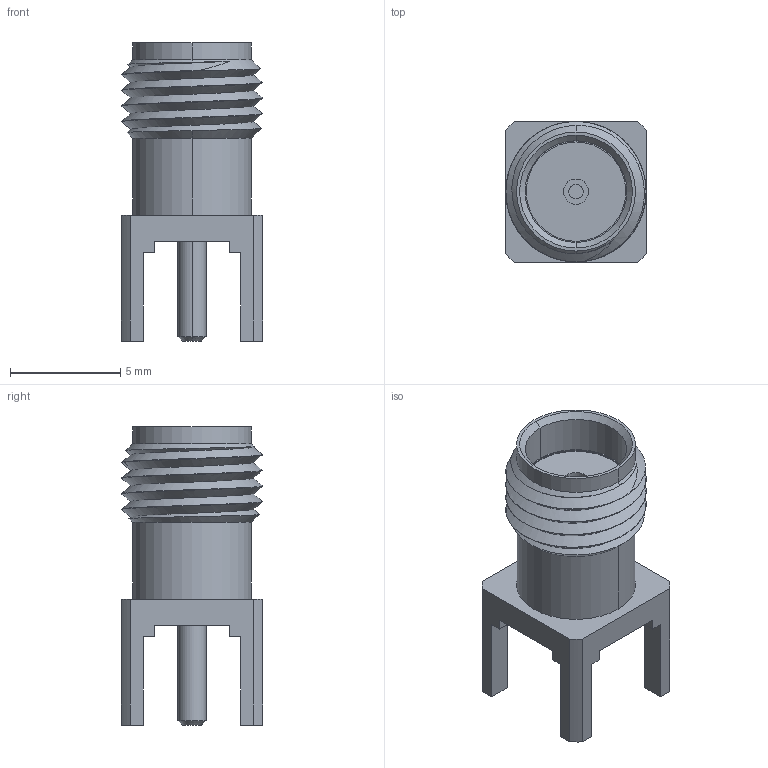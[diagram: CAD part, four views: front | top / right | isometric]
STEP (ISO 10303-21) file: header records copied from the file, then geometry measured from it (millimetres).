
FILE_DESCRIPTION(('STEP AP242'),'1');
FILE_NAME('78m7270_5-1814832-1.stp','2018-10-22T12:04:45',('TraceParts'),('TraceParts S.A.'),'Spatial InterOp 3D',' ',' ');
FILE_SCHEMA(('AP242_MANAGED_MODEL_BASED_3D_ENGINEERING_MIM_LF {1 0 10303 442 1 1 4}'));
Length unit declared in the file: millimetre
Products named in the file (1): 78m7270_5-1814832-1
Bounding box: 6.4 x 6.4 x 13.5 mm (x, y, z)
Volume: 233.9 mm3; surface area: 400.2 mm2
Topology: 1 solids, 1 shells, 75 faces, 192 edges, 125 vertices
Faces by surface type: plane 36, cylinder 27, cone 8, bspline 4
Entity records: 3667 total; most frequent: CARTESIAN_POINT 1861, ORIENTED_EDGE 384, DIRECTION 348, EDGE_CURVE 192, VERTEX_POINT 125, LINE 120, VECTOR 120, AXIS2_PLACEMENT_3D 114
